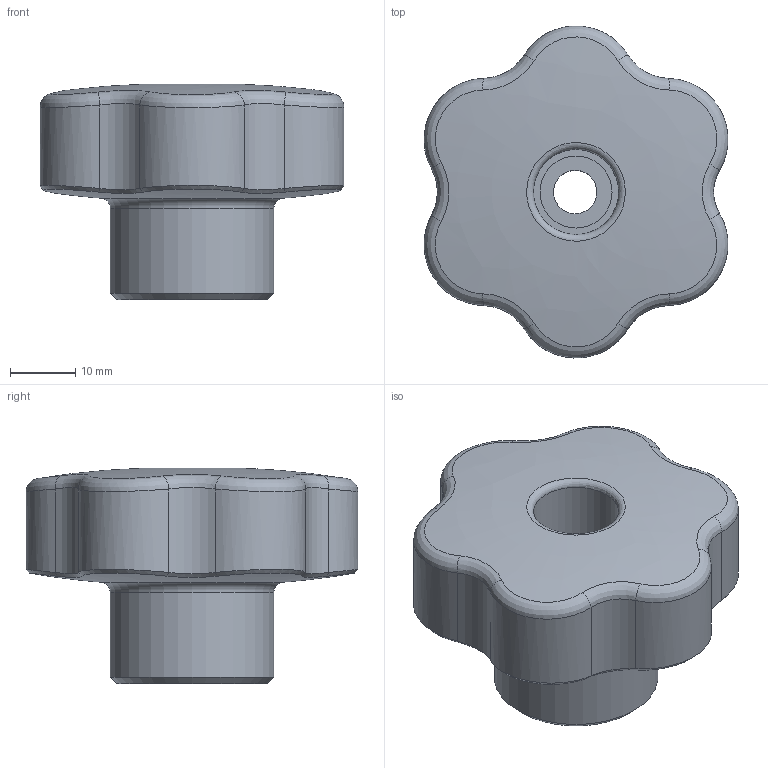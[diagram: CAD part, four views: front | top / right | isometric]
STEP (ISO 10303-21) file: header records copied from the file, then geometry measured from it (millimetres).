
FILE_DESCRIPTION( ( 'Unknown' ), '1' );
FILE_NAME( '6157145_VBX50_FP_M08.stp', 'Unknown', ( 'Unknown' ), ( 'Unknown' ), 'PSStep 14.0', 'Unknown', ' ' );
FILE_SCHEMA( ( 'AUTOMOTIVE_DESIGN { 1 0 10303 214 1 1 1 1 }' ) );
Length unit declared in the file: millimetre
Products named in the file (1): 6114040
Bounding box: 46.4 x 50.68 x 32.9 mm (x, y, z)
Volume: 33393.6 mm3; surface area: 7694.8 mm2
Topology: 1 solids, 1 shells, 51 faces, 114 edges, 67 vertices
Faces by surface type: bspline 26, cylinder 17, plane 4, torus 2, cone 2
Full cylindrical faces by diameter (mm): 6.647 x1, 11 x2, 13 x1, 25 x1
Entity records: 6195 total; most frequent: CARTESIAN_POINT 4913, ORIENTED_EDGE 196, DIRECTION 116, EDGE_CURVE 98, EDGE_LOOP 66, VERTEX_POINT 62, FACE_OUTER_BOUND 60, B_SPLINE_CURVE_WITH_KNOTS 60
